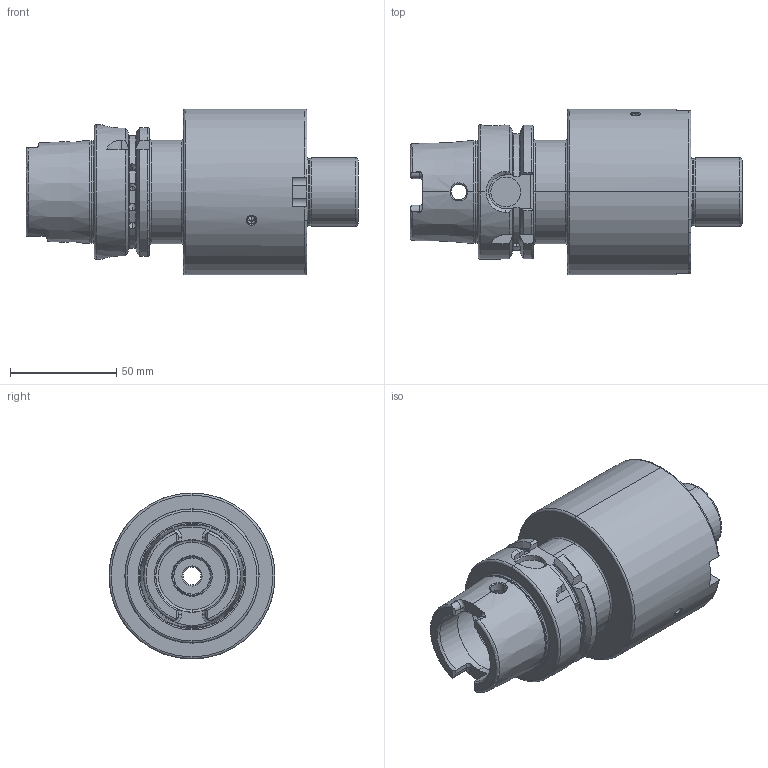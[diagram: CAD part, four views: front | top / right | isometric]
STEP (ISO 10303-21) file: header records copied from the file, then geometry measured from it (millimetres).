
FILE_DESCRIPTION (( 'STEP AP203' ), '1' );
FILE_NAME ('A63.11.32.1.STEP', '2016-10-18T03:22:57', ( '' ), ( '' ), 'SwSTEP 2.0', 'SolidWorks 2012', '' );
FILE_SCHEMA (( 'CONFIG_CONTROL_DESIGN' ));
Products named in the file (1): A63.11.32.1
Bounding box: 156 x 78 x 78 mm (x, y, z)
Volume: 387209.6 mm3; surface area: 55603.7 mm2
Topology: 1 solids, 1 shells, 389 faces, 1058 edges, 662 vertices
Faces by surface type: cylinder 191, plane 72, cone 58, torus 44, bspline 24
Entity records: 30731 total; most frequent: CARTESIAN_POINT 21899, ORIENTED_EDGE 2080, DIRECTION 1588, EDGE_CURVE 1040, VERTEX_POINT 662, AXIS2_PLACEMENT_3D 622, EDGE_LOOP 412, ADVANCED_FACE 389
